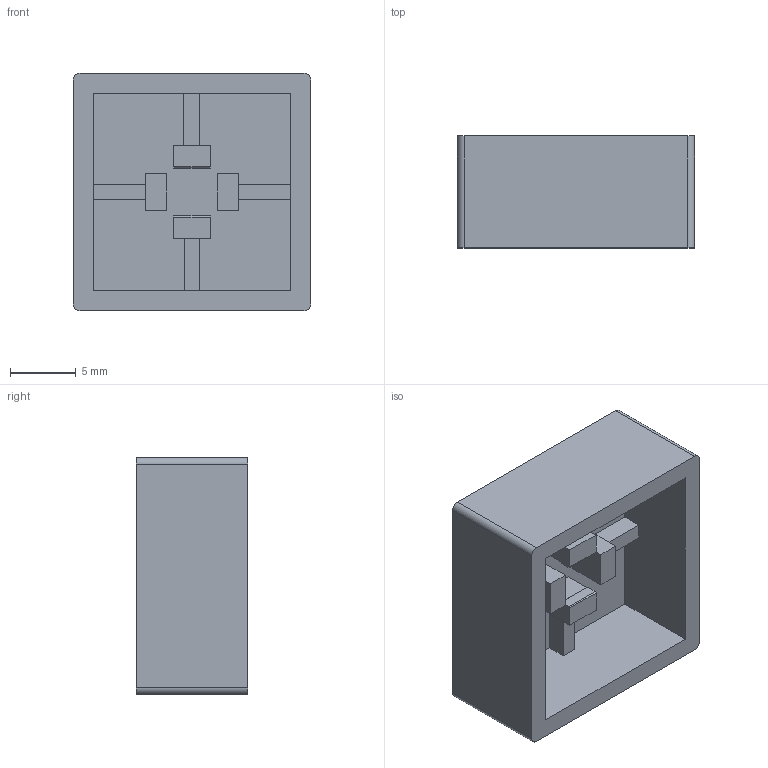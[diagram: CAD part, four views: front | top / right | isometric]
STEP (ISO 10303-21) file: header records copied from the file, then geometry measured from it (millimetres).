
FILE_DESCRIPTION(/* description */ (''),/* implementation_level */ '2;1');
FILE_NAME(/* name */ 'place_top v1.step',/* time_stamp */ '2023-03-03T23:16:17+01:00',/* author */ (''),/* organization */ (''),/* preprocessor_version */ 'ST-DEVELOPER v19.2',/* originating_system */ 'Autodesk Translation Framework v11.17.0.187',/* authorisation */ '');
FILE_SCHEMA (('AUTOMOTIVE_DESIGN { 1 0 10303 214 3 1 1 }'));
Length unit declared in the file: millimetre
Products named in the file (1): tasto_base
Bounding box: 18 x 8.5 x 18 mm (x, y, z)
Volume: 1267.2 mm3; surface area: 1926.2 mm2
Topology: 1 solids, 1 shells, 95 faces, 261 edges, 174 vertices
Faces by surface type: plane 88, cylinder 4, bspline 3
Entity records: 3005 total; most frequent: CARTESIAN_POINT 570, ORIENTED_EDGE 522, DIRECTION 449, EDGE_CURVE 261, LINE 247, VECTOR 247, VERTEX_POINT 174, EDGE_LOOP 101
